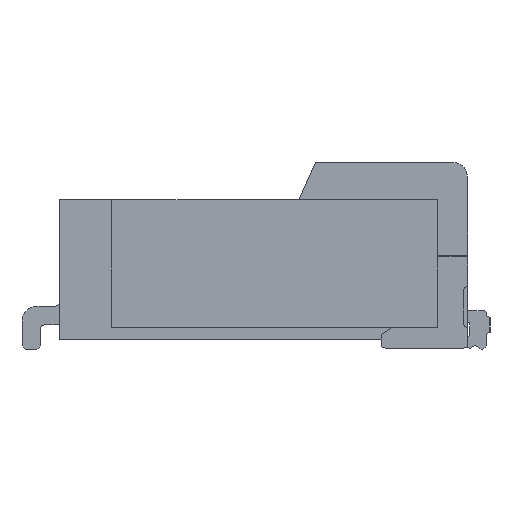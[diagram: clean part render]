
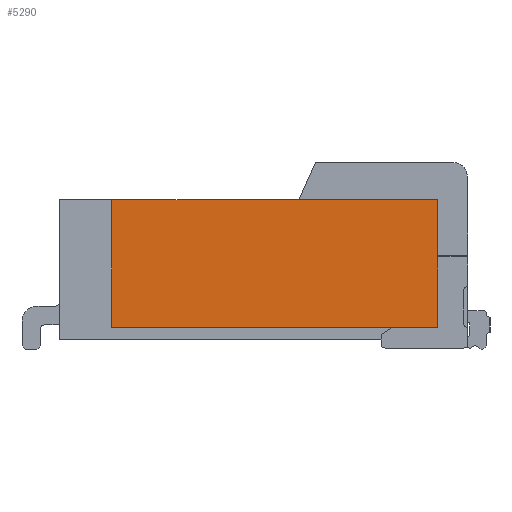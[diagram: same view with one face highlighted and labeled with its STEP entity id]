
A CAD part, left-side view. The second image highlights one B-rep face of the part: STEP entity #5290.
In plain terms, the highlighted planar face has unit normal (-1, 0, 0).
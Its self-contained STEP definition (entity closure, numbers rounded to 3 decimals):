
#960=CARTESIAN_POINT('',(0.,-5.55,
0.28));
#970=VERTEX_POINT('',#960);
#1000=CARTESIAN_POINT('',(0.,-5.55,
-269.996));
#1010=DIRECTION('',(0.,0.,-1.));
#1020=VECTOR('',#1010,1.);
#1030=LINE('',#1000,#1020);
#1040=CARTESIAN_POINT('',(0.,-5.55,
1.98));
#1050=VERTEX_POINT('',#1040);
#1060=EDGE_CURVE('',#1050,#970,#1030,.T.);
#4990=CARTESIAN_POINT('',(0.,-1.35,
0.28));
#5000=DIRECTION('',(1.,0.,0.));
#5010=DIRECTION('',(0.,0.,1.));
#5020=AXIS2_PLACEMENT_3D('',#4990,#5000,#5010);
#5030=PLANE('',#5020);
#5040=CARTESIAN_POINT('',(0.,-1.35,
0.28));
#5050=DIRECTION('',(0.,1.,0.));
#5060=VECTOR('',#5050,1.);
#5070=LINE('',#5040,#5060);
#5080=CARTESIAN_POINT('',(0.,-1.2,
0.28));
#5090=VERTEX_POINT('',#5080);
#5100=EDGE_CURVE('',#970,#5090,#5070,.T.);
#5110=ORIENTED_EDGE('',*,*,#5100,.F.);
#5120=CARTESIAN_POINT('',(0.,-1.2,
-857.572));
#5130=DIRECTION('',(0.,0.,1.));
#5140=VECTOR('',#5130,1.);
#5150=LINE('',#5120,#5140);
#5160=CARTESIAN_POINT('',(0.,-1.2,
1.98));
#5170=VERTEX_POINT('',#5160);
#5180=EDGE_CURVE('',#5090,#5170,#5150,.T.);
#5190=ORIENTED_EDGE('',*,*,#5180,.F.);
#5200=CARTESIAN_POINT('',(0.,-1.35,
1.98));
#5210=DIRECTION('',(0.,1.,0.));
#5220=VECTOR('',#5210,1.);
#5230=LINE('',#5200,#5220);
#5240=EDGE_CURVE('',#1050,#5170,#5230,.T.);
#5250=ORIENTED_EDGE('',*,*,#5240,.T.);
#5260=ORIENTED_EDGE('',*,*,#1060,.F.);
#5270=EDGE_LOOP('',(#5260,#5250,#5190,#5110));
#5280=FACE_OUTER_BOUND('',#5270,.T.);
#5290=ADVANCED_FACE('',(#5280),#5030,.F.);
